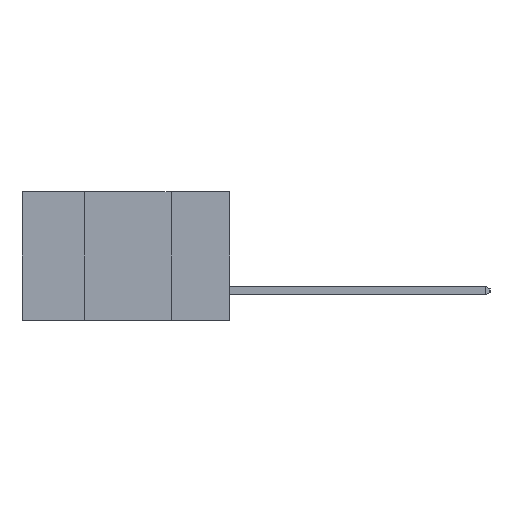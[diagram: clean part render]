
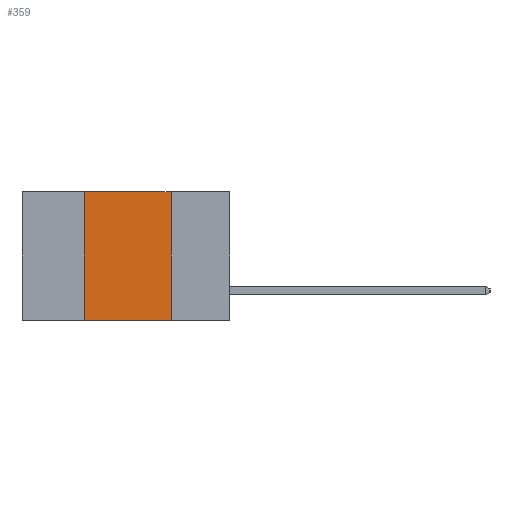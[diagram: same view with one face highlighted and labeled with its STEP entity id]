
A CAD part, left-side view. The second image highlights one B-rep face of the part: STEP entity #359.
In plain terms, the highlighted planar face has unit normal (-1, 0, 0).
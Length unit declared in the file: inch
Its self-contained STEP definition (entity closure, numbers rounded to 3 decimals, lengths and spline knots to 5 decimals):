
#359 = ADVANCED_FACE ( 'NONE', ( #8971 ), #4253, .F. ) ;
#1533 = DIRECTION ( 'NONE',  ( 0., -1., 0. ) ) ;
#2163 = EDGE_CURVE ( 'NONE', #5532, #2616, #19093, .T. ) ;
#2570 = CARTESIAN_POINT ( 'NONE',  ( 0., 0.42, 0. ) ) ;
#2616 = VERTEX_POINT ( 'NONE', #7709 ) ;
#2760 = VECTOR ( 'NONE', #1533, 39.37008 ) ;
#2819 = EDGE_LOOP ( 'NONE', ( #22996, #9914, #18852, #9345 ) ) ;
#3503 = DIRECTION ( 'NONE',  ( 1., 0., 0. ) ) ;
#3528 = CARTESIAN_POINT ( 'NONE',  ( 0., 0.6, 0. ) ) ;
#4253 = PLANE ( 'NONE',  #16094 ) ;
#4488 = DIRECTION ( 'NONE',  ( 0., 0., -1. ) ) ;
#4573 = DIRECTION ( 'NONE',  ( 0., 0., -1. ) ) ;
#4730 = DIRECTION ( 'NONE',  ( 0., -1., 0. ) ) ;
#4865 = CARTESIAN_POINT ( 'NONE',  ( 0., 0.6, 0. ) ) ;
#5105 = DIRECTION ( 'NONE',  ( 0., 0., 1. ) ) ;
#5127 = VERTEX_POINT ( 'NONE', #10696 ) ;
#5532 = VERTEX_POINT ( 'NONE', #21260 ) ;
#7656 = EDGE_CURVE ( 'NONE', #5127, #20064, #22962, .T. ) ;
#7709 = CARTESIAN_POINT ( 'NONE',  ( 0., 0.17, -0.37 ) ) ;
#8804 = VECTOR ( 'NONE', #5105, 39.37008 ) ;
#8971 = FACE_OUTER_BOUND ( 'NONE', #2819, .T. ) ;
#8974 = EDGE_CURVE ( 'NONE', #20064, #5532, #15981, .T. ) ;
#9317 = CARTESIAN_POINT ( 'NONE',  ( 0., 0.42, 0. ) ) ;
#9345 = ORIENTED_EDGE ( 'NONE', *, *, #22591, .T. ) ;
#9914 = ORIENTED_EDGE ( 'NONE', *, *, #8974, .F. ) ;
#10696 = CARTESIAN_POINT ( 'NONE',  ( 0., 0.42, -0.37 ) ) ;
#12561 = LINE ( 'NONE', #23158, #2760 ) ;
#15981 = LINE ( 'NONE', #4865, #20713 ) ;
#16094 = AXIS2_PLACEMENT_3D ( 'NONE', #3528, #3503, #4488 ) ;
#18852 = ORIENTED_EDGE ( 'NONE', *, *, #7656, .F. ) ;
#19093 = LINE ( 'NONE', #21101, #23181 ) ;
#20064 = VERTEX_POINT ( 'NONE', #9317 ) ;
#20713 = VECTOR ( 'NONE', #4730, 39.37008 ) ;
#21101 = CARTESIAN_POINT ( 'NONE',  ( 0., 0.17, 0. ) ) ;
#21260 = CARTESIAN_POINT ( 'NONE',  ( 0., 0.17, 0. ) ) ;
#22591 = EDGE_CURVE ( 'NONE', #5127, #2616, #12561, .T. ) ;
#22962 = LINE ( 'NONE', #2570, #8804 ) ;
#22996 = ORIENTED_EDGE ( 'NONE', *, *, #2163, .F. ) ;
#23158 = CARTESIAN_POINT ( 'NONE',  ( 0., 0.6, -0.37 ) ) ;
#23181 = VECTOR ( 'NONE', #4573, 39.37008 ) ;
